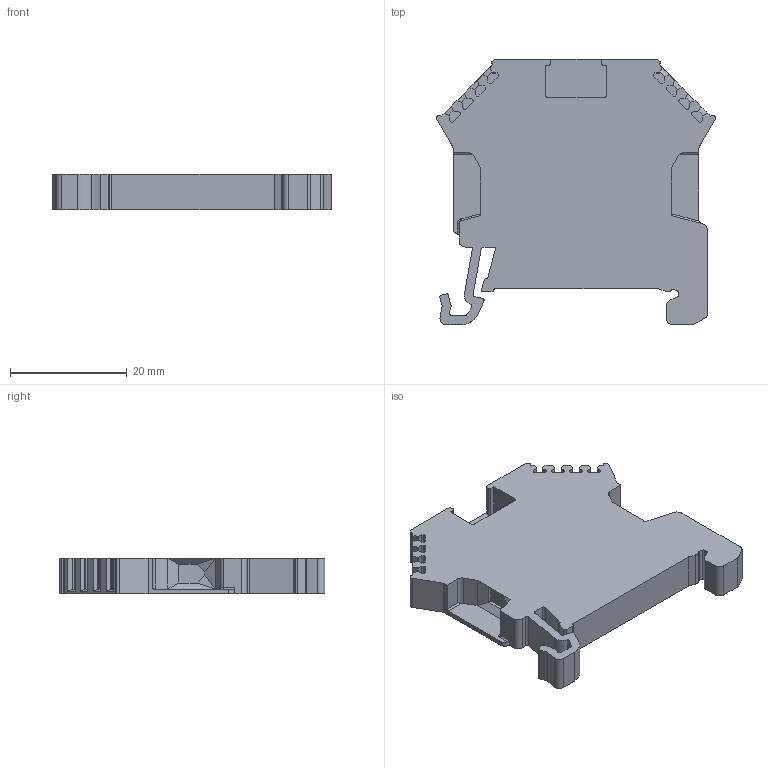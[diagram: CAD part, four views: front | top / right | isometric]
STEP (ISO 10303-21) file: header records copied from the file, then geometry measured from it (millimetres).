
FILE_DESCRIPTION(('FreeCAD Model'),'2;1');
FILE_NAME('1748_RK_2,5-4_PA-G.stp','2018-08-31T09:49:32',('Author'),(''), 'Open CASCADE STEP processor 7.2','FreeCAD','Unknown');
FILE_SCHEMA(('AUTOMOTIVE_DESIGN { 1 0 10303 214 1 1 1 1 }'));
Length unit declared in the file: millimetre
Products named in the file (1): 1748_RK_2,5-4_PA-G
Bounding box: 47.75 x 45.44 x 6.1 mm (x, y, z)
Volume: 8942.1 mm3; surface area: 5077.6 mm2
Topology: 1 solids, 1 shells, 257 faces, 738 edges, 485 vertices
Faces by surface type: plane 184, cylinder 72, torus 1
Full cylindrical faces by diameter (mm): 4.3 x2
Entity records: 18283 total; most frequent: CARTESIAN_POINT 3476, DIRECTION 2802, LINE 1896, VECTOR 1896, ORIENTED_EDGE 1476, PCURVE 1476, DEFINITIONAL_REPRESENTATION 1476, EDGE_CURVE 738
